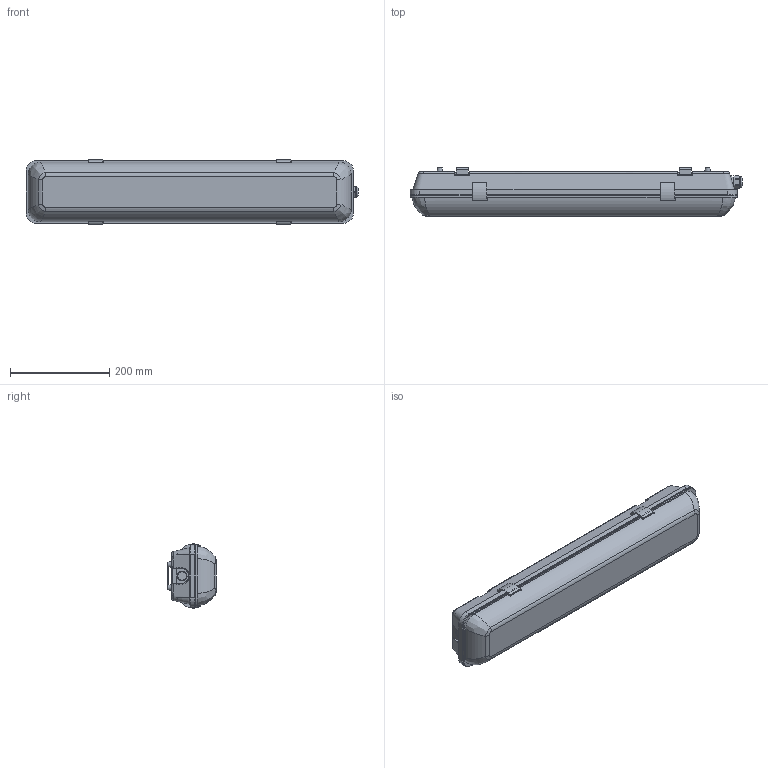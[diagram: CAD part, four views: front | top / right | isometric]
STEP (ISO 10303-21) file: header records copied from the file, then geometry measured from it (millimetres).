
FILE_DESCRIPTION (( 'STEP AP203' ), '1' );
FILE_NAME ('LLSP2-3901A-2-18-K03 Ñâåòèëüíèê ËÑÏ3901À ABS_PS 2õ18Âò IP65 ÈÝÊ.STEP', '2017-08-25T11:54:13', ( '' ), ( '' ), 'SwSTEP 2.0', 'SolidWorks 2014', '' );
FILE_SCHEMA (( 'CONFIG_CONTROL_DESIGN' ));
Length unit declared in the file: millimetre
Products named in the file (1): LLSP2-3901A-2-18-K03 Ñâåòèëüíèê ËÑÏ3901À ABS_PS 2õ18Âò IP65 ÈÝÊ
Bounding box: 669.17 x 98 x 129.71 mm (x, y, z)
Volume: 3758223.8 mm3; surface area: 624826.2 mm2
Topology: 1 solids, 4 shells, 516 faces, 1404 edges, 912 vertices
Faces by surface type: plane 290, cylinder 120, bspline 76, torus 16, cone 14
Full cylindrical faces by diameter (mm): 12.3 x1, 15 x2, 17 x1, 19 x2, 20 x3, 21 x2, 23 x1, 25 x1
Entity records: 21737 total; most frequent: CARTESIAN_POINT 9136, ORIENTED_EDGE 2722, DIRECTION 2397, EDGE_CURVE 1361, VERTEX_POINT 898, VECTOR 815, LINE 815, AXIS2_PLACEMENT_3D 791
